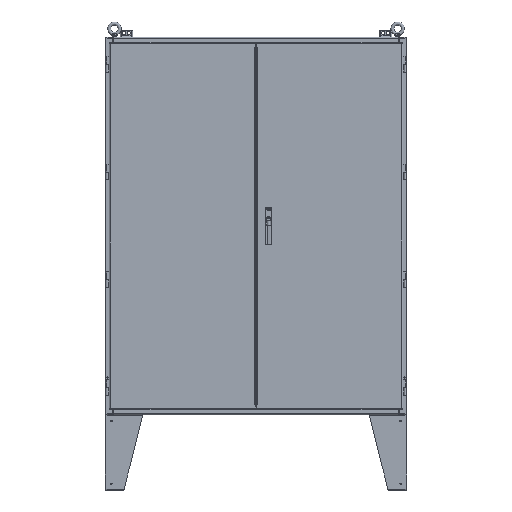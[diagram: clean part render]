
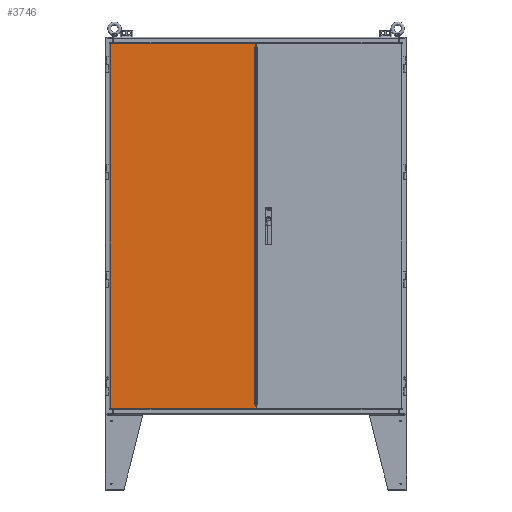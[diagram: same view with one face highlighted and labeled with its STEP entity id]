
A CAD part, front view. The second image highlights one B-rep face of the part: STEP entity #3746.
In plain terms, the highlighted planar face has unit normal (0, -1, 0).
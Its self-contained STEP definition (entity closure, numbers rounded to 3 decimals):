
#3746 = ADVANCED_FACE( '', ( #9925 ), #9926, .T. );
#9925 = FACE_OUTER_BOUND( '', #19644, .T. );
#9926 = PLANE( '', #19645 );
#19644 = EDGE_LOOP( '', ( #40220, #40221, #40222, #40223, #40224, #40225, #40226, #40227, #40228, #40229 ) );
#19645 = AXIS2_PLACEMENT_3D( '', #40230, #40231, #40232 );
#40220 = ORIENTED_EDGE( '', *, *, #72035, .F. );
#40221 = ORIENTED_EDGE( '', *, *, #72036, .T. );
#40222 = ORIENTED_EDGE( '', *, *, #72037, .T. );
#40223 = ORIENTED_EDGE( '', *, *, #72038, .T. );
#40224 = ORIENTED_EDGE( '', *, *, #72039, .T. );
#40225 = ORIENTED_EDGE( '', *, *, #72040, .T. );
#40226 = ORIENTED_EDGE( '', *, *, #72041, .T. );
#40227 = ORIENTED_EDGE( '', *, *, #72042, .F. );
#40228 = ORIENTED_EDGE( '', *, *, #72043, .F. );
#40229 = ORIENTED_EDGE( '', *, *, #72044, .T. );
#40230 = CARTESIAN_POINT( '', ( 0., 0., 0. ) );
#40231 = DIRECTION( '', ( 0., -1., 0. ) );
#40232 = DIRECTION( '', ( 0., 0., -1. ) );
#72035 = EDGE_CURVE( '', #81639, #81640, #81641, .T. );
#72036 = EDGE_CURVE( '', #81639, #81642, #81643, .T. );
#72037 = EDGE_CURVE( '', #81642, #81644, #81645, .T. );
#72038 = EDGE_CURVE( '', #81644, #81646, #81647, .T. );
#72039 = EDGE_CURVE( '', #81646, #81648, #81649, .T. );
#72040 = EDGE_CURVE( '', #81648, #81650, #81651, .T. );
#72041 = EDGE_CURVE( '', #81650, #81652, #81653, .T. );
#72042 = EDGE_CURVE( '', #81654, #81652, #81655, .T. );
#72043 = EDGE_CURVE( '', #81656, #81654, #81657, .T. );
#72044 = EDGE_CURVE( '', #81656, #81640, #81658, .T. );
#81639 = VERTEX_POINT( '', #95762 );
#81640 = VERTEX_POINT( '', #95763 );
#81641 = LINE( '', #95764, #95765 );
#81642 = VERTEX_POINT( '', #95766 );
#81643 = LINE( '', #95767, #95768 );
#81644 = VERTEX_POINT( '', #95769 );
#81645 = LINE( '', #95770, #95771 );
#81646 = VERTEX_POINT( '', #95772 );
#81647 = LINE( '', #95773, #95774 );
#81648 = VERTEX_POINT( '', #95775 );
#81649 = LINE( '', #95776, #95777 );
#81650 = VERTEX_POINT( '', #95778 );
#81651 = LINE( '', #95779, #95780 );
#81652 = VERTEX_POINT( '', #95781 );
#81653 = LINE( '', #95782, #95783 );
#81654 = VERTEX_POINT( '', #95784 );
#81655 = LINE( '', #95785, #95786 );
#81656 = VERTEX_POINT( '', #95787 );
#81657 = LINE( '', #95788, #95789 );
#81658 = LINE( '', #95790, #95791 );
#95762 = CARTESIAN_POINT( '', ( 292.113, 0., 721.667 ) );
#95763 = CARTESIAN_POINT( '', ( 292.113, 0., 721.665 ) );
#95764 = CARTESIAN_POINT( '', ( 292.113, 0., -721.667 ) );
#95765 = VECTOR( '', #134402, 1000. );
#95766 = CARTESIAN_POINT( '', ( 295.593, 0., 721.667 ) );
#95767 = CARTESIAN_POINT( '', ( 295.593, 0., 721.667 ) );
#95768 = VECTOR( '', #134403, 1000. );
#95769 = CARTESIAN_POINT( '', ( 295.593, 0., 736.295 ) );
#95770 = CARTESIAN_POINT( '', ( 295.593, 0., -739.775 ) );
#95771 = VECTOR( '', #134404, 1000. );
#95772 = CARTESIAN_POINT( '', ( -292.113, 0., 736.295 ) );
#95773 = CARTESIAN_POINT( '', ( -295.593, 0., 736.295 ) );
#95774 = VECTOR( '', #134405, 1000. );
#95775 = CARTESIAN_POINT( '', ( -292.113, 0., -736.295 ) );
#95776 = CARTESIAN_POINT( '', ( -292.113, 0., -739.775 ) );
#95777 = VECTOR( '', #134406, 1000. );
#95778 = CARTESIAN_POINT( '', ( 295.593, 0., -736.295 ) );
#95779 = CARTESIAN_POINT( '', ( 295.593, 0., -736.295 ) );
#95780 = VECTOR( '', #134407, 1000. );
#95781 = CARTESIAN_POINT( '', ( 295.593, 0., -721.667 ) );
#95782 = CARTESIAN_POINT( '', ( 295.593, 0., -739.775 ) );
#95783 = VECTOR( '', #134408, 1000. );
#95784 = CARTESIAN_POINT( '', ( 292.113, 0., -721.667 ) );
#95785 = CARTESIAN_POINT( '', ( 295.593, 0., -721.667 ) );
#95786 = VECTOR( '', #134409, 1000. );
#95787 = CARTESIAN_POINT( '', ( 292.113, 0., -721.665 ) );
#95788 = CARTESIAN_POINT( '', ( 292.113, 0., -721.667 ) );
#95789 = VECTOR( '', #134410, 1000. );
#95790 = CARTESIAN_POINT( '', ( 292.113, 0., -721.665 ) );
#95791 = VECTOR( '', #134411, 1000. );
#134402 = DIRECTION( '', ( 0., 0., -1. ) );
#134403 = DIRECTION( '', ( 1., 0., 0. ) );
#134404 = DIRECTION( '', ( 0., 0., 1. ) );
#134405 = DIRECTION( '', ( -1., 0., 0. ) );
#134406 = DIRECTION( '', ( 0., 0., -1. ) );
#134407 = DIRECTION( '', ( 1., 0., 0. ) );
#134408 = DIRECTION( '', ( 0., 0., 1. ) );
#134409 = DIRECTION( '', ( 1., 0., 0. ) );
#134410 = DIRECTION( '', ( 0., 0., -1. ) );
#134411 = DIRECTION( '', ( 0., 0., 1. ) );
